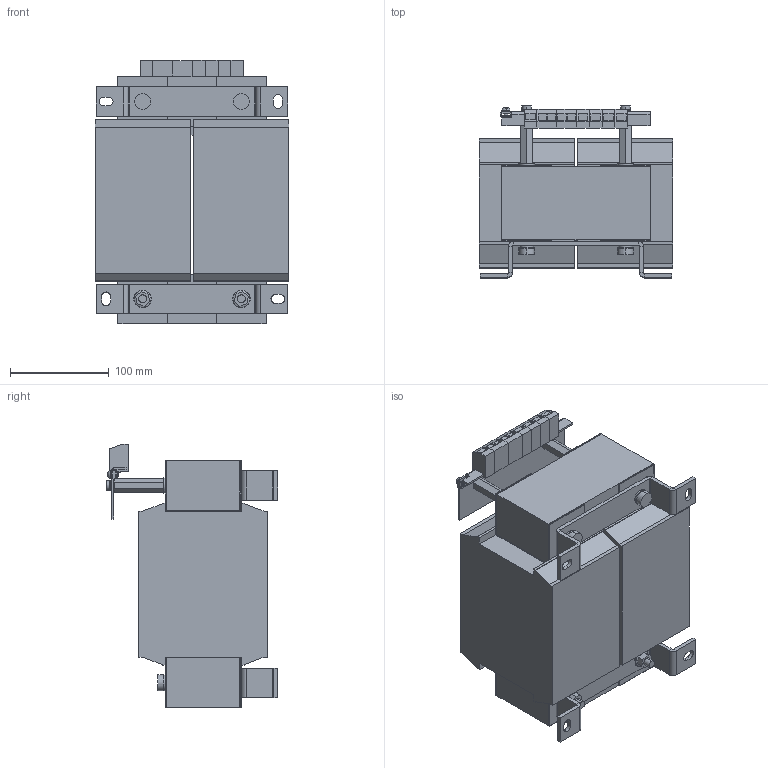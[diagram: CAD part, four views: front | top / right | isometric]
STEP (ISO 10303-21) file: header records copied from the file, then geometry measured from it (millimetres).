
FILE_DESCRIPTION (( 'STEP AP214' ), '1' );
FILE_NAME ('263056.STEP', '2020-07-13T06:25:22', ( '' ), ( '' ), 'SwSTEP 2.0', 'SolidWorks 2018', '' );
FILE_SCHEMA (( 'AUTOMOTIVE_DESIGN' ));
Length unit declared in the file: millimetre
Products named in the file (1): 263056
Bounding box: 196.5 x 173.9 x 266.55 mm (x, y, z)
Volume: 5124146.8 mm3; surface area: 317274.2 mm2
Topology: 1 solids, 1 shells, 579 faces, 1412 edges, 879 vertices
Faces by surface type: plane 455, cylinder 108, cone 8, torus 6, bspline 2
Entity records: 16842 total; most frequent: CARTESIAN_POINT 3109, ORIENTED_EDGE 2820, DIRECTION 2788, EDGE_CURVE 1410, VECTOR 1108, LINE 1108, VERTEX_POINT 879, AXIS2_PLACEMENT_3D 840
